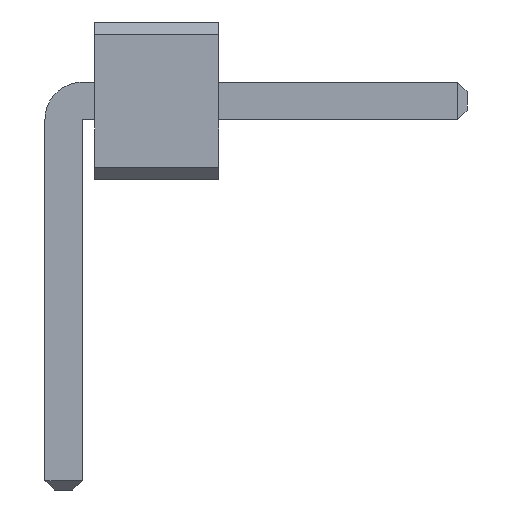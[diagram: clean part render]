
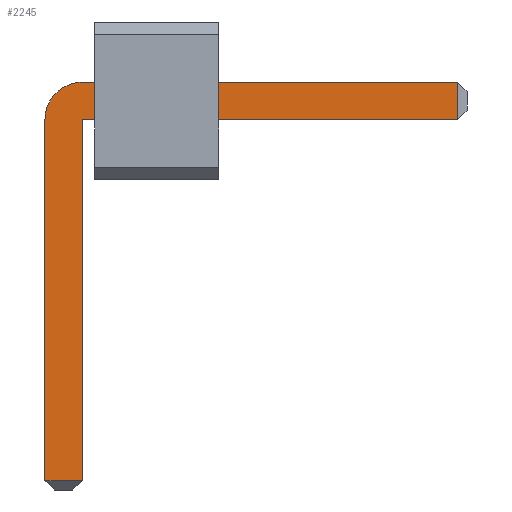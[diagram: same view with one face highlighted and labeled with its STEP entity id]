
A CAD part, front view. The second image highlights one B-rep face of the part: STEP entity #2245.
In plain terms, the highlighted planar face has unit normal (0, -1, 0).
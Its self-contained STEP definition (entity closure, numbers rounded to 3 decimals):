
#13=DIRECTION('',(0.,0.,1.));
#967=VECTOR('',#13,1.);
#2016=DIRECTION('',(0.,0.,-1.));
#2048=VECTOR('',#2049,1.);
#2049=DIRECTION('',(1.,0.,0.));
#2055=VECTOR('',#2016,1.);
#2062=VECTOR('',#2063,1.);
#2063=DIRECTION('',(-1.,0.,0.));
#2084=DIRECTION('',(-0.,1.,0.));
#2088=DIRECTION('',(0.,1.,0.));
#2089=DIRECTION('',(0.,0.,1.));
#2096=VERTEX_POINT('',#2097);
#2097=CARTESIAN_POINT('',(0.15,-15.15,0.785));
#2099=ORIENTED_EDGE('',*,*,#2100,.T.);
#2100=EDGE_CURVE('',#2096,#2101,#2103,.T.);
#2101=VERTEX_POINT('',#2102);
#2102=CARTESIAN_POINT('',(3.175,-15.15,0.785));
#2103=LINE('',#2104,#2048);
#2104=CARTESIAN_POINT('',(-0.15,-15.15,0.785));
#2141=EDGE_CURVE('',#2142,#2096,#2144,.T.);
#2142=VERTEX_POINT('',#2143);
#2143=CARTESIAN_POINT('',(-0.15,-15.15,0.485));
#2144=CIRCLE('',#2145,0.3);
#2145=AXIS2_PLACEMENT_3D('',#2146,#2084,#2016);
#2146=CARTESIAN_POINT('',(0.15,-15.15,0.485));
#2158=VERTEX_POINT('',#2159);
#2159=CARTESIAN_POINT('',(3.175,-15.15,0.485));
#2161=ORIENTED_EDGE('',*,*,#2162,.T.);
#2162=EDGE_CURVE('',#2158,#2163,#2164,.T.);
#2163=VERTEX_POINT('',#2146);
#2164=LINE('',#2165,#2062);
#2165=CARTESIAN_POINT('',(3.25,-15.15,0.485));
#2177=VERTEX_POINT('',#2178);
#2178=CARTESIAN_POINT('',(-0.15,-15.15,-2.425));
#2180=ORIENTED_EDGE('',*,*,#2181,.T.);
#2181=EDGE_CURVE('',#2177,#2142,#2182,.T.);
#2182=LINE('',#2183,#967);
#2183=CARTESIAN_POINT('',(-0.15,-15.15,-2.5));
#2191=ORIENTED_EDGE('',*,*,#2192,.T.);
#2192=EDGE_CURVE('',#2163,#2193,#2195,.T.);
#2193=VERTEX_POINT('',#2194);
#2194=CARTESIAN_POINT('',(0.15,-15.15,-2.425));
#2195=LINE('',#2146,#2055);
#2245=ADVANCED_FACE('',(#2246),#2255,.F.);
#2246=FACE_BOUND('',#2247,.F.);
#2247=EDGE_LOOP('',(#2099,#2248,#2161,#2191,#2251,#2180,#2254));
#2248=ORIENTED_EDGE('',*,*,#2249,.T.);
#2249=EDGE_CURVE('',#2101,#2158,#2250,.T.);
#2250=LINE('',#2102,#2055);
#2251=ORIENTED_EDGE('',*,*,#2252,.T.);
#2252=EDGE_CURVE('',#2193,#2177,#2253,.T.);
#2253=LINE('',#2194,#2062);
#2254=ORIENTED_EDGE('',*,*,#2141,.T.);
#2255=PLANE('',#2256);
#2256=AXIS2_PLACEMENT_3D('',#2257,#2088,#2089);
#2257=CARTESIAN_POINT('',(0.858,-15.15,-0.165));
